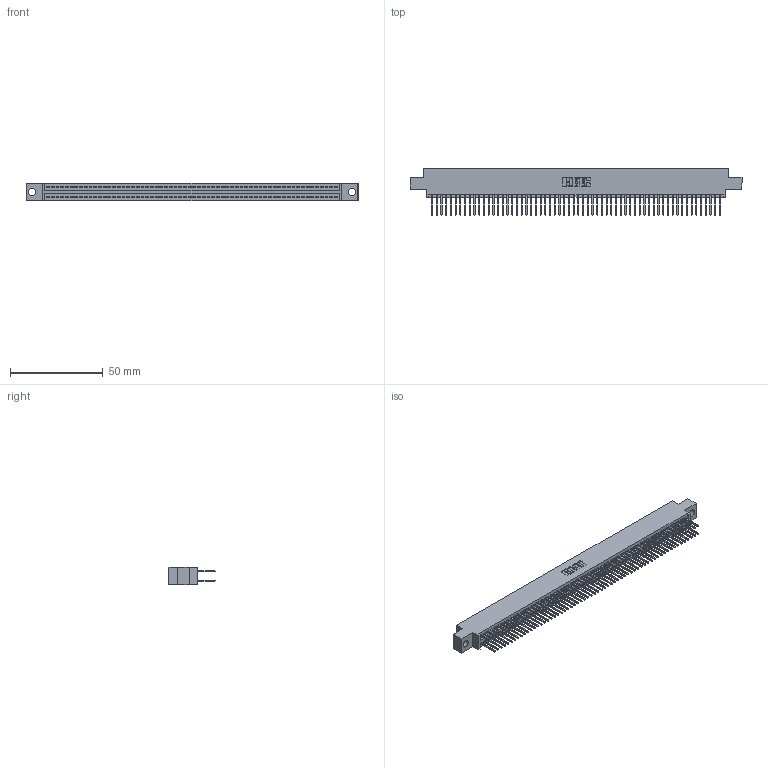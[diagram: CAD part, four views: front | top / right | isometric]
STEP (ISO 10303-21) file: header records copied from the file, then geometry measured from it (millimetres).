
FILE_DESCRIPTION (( 'STEP AP203' ), '1' );
FILE_NAME ('395-124-523-804.STEP', '2018-12-03T22:38:42', ( '' ), ( '' ), 'SwSTEP 2.0', 'SolidWorks 2016', '' );
FILE_SCHEMA (( 'CONFIG_CONTROL_DESIGN' ));
Length unit declared in the file: inch
Products named in the file (3): 395-124-523-804; 345-292-001_345-293-123; 345 Part_0.170 Offset - 0.156 Dia-TH
Assembly tree (125 placements, depth 2):
  395-124-523-804
    345 Part_0.170 Offset - 0.156 Dia-TH
    345-292-001_345-293-123  x124
Bounding box: 178.69 x 24.82 x 9.4 mm (x, y, z)
Volume: 17596.6 mm3; surface area: 27496.8 mm2
Topology: 125 solids, 125 shells, 6330 faces, 18829 edges, 12386 vertices
Faces by surface type: plane 4176, cylinder 2154
Entity records: 46107 total; most frequent: CARTESIAN_POINT 7712, ORIENTED_EDGE 7646, DIRECTION 6775, EDGE_CURVE 3823, VECTOR 3443, LINE 3443, VERTEX_POINT 2546, AXIS2_PLACEMENT_3D 1666
